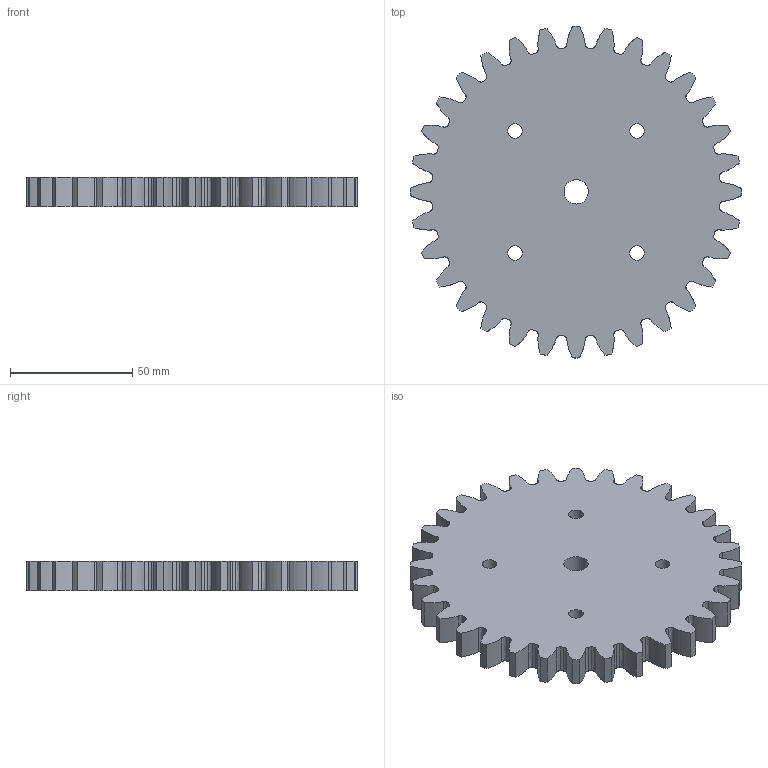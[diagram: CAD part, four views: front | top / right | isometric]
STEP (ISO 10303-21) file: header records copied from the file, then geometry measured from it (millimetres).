
FILE_DESCRIPTION(/* description */ ('','CAx-IF Rec.Pracs.---Representation and Presentation of Product Manufacturing Information (PMI)---4.0---2014-10-13'),/* implementation_level */ '2;1');
FILE_NAME(/* name */ 'GearWithHolesV1.step',/* time_stamp */ '2025-03-14T14:28:24+03:00',/* author */ (''),/* organization */ (''),/* preprocessor_version */ 'ST-DEVELOPER v20',/* originating_system */ 'Autodesk Translation Framework v13.20.0.188',/* authorisation */ '');
FILE_SCHEMA (('AP242_MANAGED_MODEL_BASED_3D_ENGINEERING_MIM_LF { 1 0 10303 442 1 1 4 }'));
Length unit declared in the file: millimetre
Products named in the file (2): BracketSketch; Spur Gear (32 teeth)
Assembly tree (1 placements, depth 2):
  BracketSketch
    Spur Gear (32 teeth)
Bounding box: 136 x 136 x 12 mm (x, y, z)
Volume: 150530.8 mm3; surface area: 35775.5 mm2
Topology: 1 solids, 1 shells, 199 faces, 591 edges, 394 vertices
Faces by surface type: bspline 128, cylinder 69, plane 2
Full cylindrical faces by diameter (mm): 6 x4, 10 x1
Entity records: 26267 total; most frequent: CARTESIAN_POINT 22055, ORIENTED_EDGE 1182, EDGE_CURVE 591, DIRECTION 493, VERTEX_POINT 394, B_SPLINE_CURVE_WITH_KNOTS 256, AXIS2_PLACEMENT_3D 212, EDGE_LOOP 209
